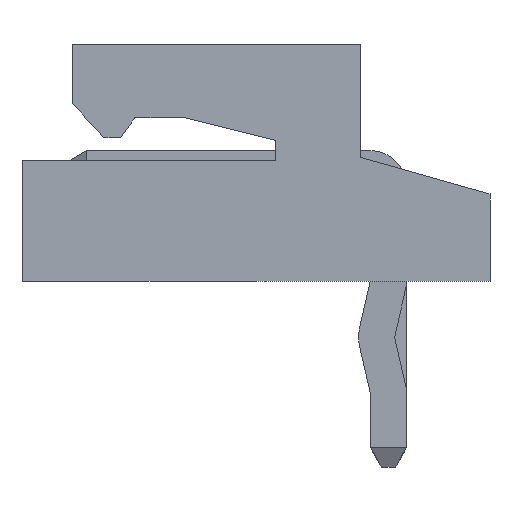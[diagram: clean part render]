
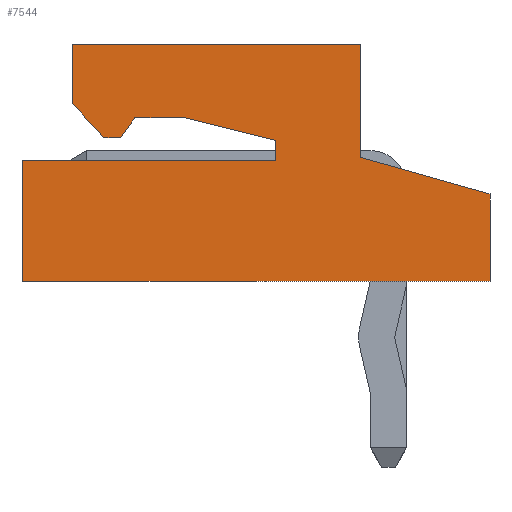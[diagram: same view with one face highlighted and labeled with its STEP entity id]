
A CAD part, left-side view. The second image highlights one B-rep face of the part: STEP entity #7544.
In plain terms, the highlighted planar face has unit normal (-1, 0, 0).
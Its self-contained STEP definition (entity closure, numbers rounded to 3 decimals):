
#544=ORIENTED_EDGE('',*,*,#1923,.F.);
#545=ORIENTED_EDGE('',*,*,#1900,.T.);
#546=ORIENTED_EDGE('',*,*,#1924,.T.);
#547=ORIENTED_EDGE('',*,*,#1925,.T.);
#548=ORIENTED_EDGE('',*,*,#1926,.T.);
#549=ORIENTED_EDGE('',*,*,#1860,.F.);
#550=ORIENTED_EDGE('',*,*,#1890,.T.);
#551=ORIENTED_EDGE('',*,*,#1927,.F.);
#552=ORIENTED_EDGE('',*,*,#1928,.F.);
#553=ORIENTED_EDGE('',*,*,#1929,.F.);
#554=ORIENTED_EDGE('',*,*,#1930,.F.);
#555=ORIENTED_EDGE('',*,*,#1931,.F.);
#556=ORIENTED_EDGE('',*,*,#1932,.F.);
#557=ORIENTED_EDGE('',*,*,#1933,.F.);
#1860=EDGE_CURVE('',#2566,#2567,#3116,.T.);
#1890=EDGE_CURVE('',#2566,#2595,#3146,.T.);
#1900=EDGE_CURVE('',#2606,#2605,#3156,.T.);
#1923=EDGE_CURVE('',#2606,#2620,#3179,.T.);
#1924=EDGE_CURVE('',#2605,#2621,#3180,.T.);
#1925=EDGE_CURVE('',#2621,#2622,#3181,.T.);
#1926=EDGE_CURVE('',#2622,#2567,#3182,.T.);
#1927=EDGE_CURVE('',#2623,#2595,#3183,.T.);
#1928=EDGE_CURVE('',#2624,#2623,#3184,.T.);
#1929=EDGE_CURVE('',#2625,#2624,#3185,.T.);
#1930=EDGE_CURVE('',#2626,#2625,#3186,.T.);
#1931=EDGE_CURVE('',#2627,#2626,#3187,.T.);
#1932=EDGE_CURVE('',#2628,#2627,#3188,.T.);
#1933=EDGE_CURVE('',#2620,#2628,#3189,.T.);
#2566=VERTEX_POINT('',#9988);
#2567=VERTEX_POINT('',#9990);
#2595=VERTEX_POINT('',#10048);
#2605=VERTEX_POINT('',#10069);
#2606=VERTEX_POINT('',#10071);
#2620=VERTEX_POINT('',#10110);
#2621=VERTEX_POINT('',#10112);
#2622=VERTEX_POINT('',#10114);
#2623=VERTEX_POINT('',#10117);
#2624=VERTEX_POINT('',#10119);
#2625=VERTEX_POINT('',#10121);
#2626=VERTEX_POINT('',#10123);
#2627=VERTEX_POINT('',#10125);
#2628=VERTEX_POINT('',#10127);
#3116=LINE('',#9989,#3846);
#3146=LINE('',#10049,#3876);
#3156=LINE('',#10070,#3886);
#3179=LINE('',#10109,#3909);
#3180=LINE('',#10111,#3910);
#3181=LINE('',#10113,#3911);
#3182=LINE('',#10115,#3912);
#3183=LINE('',#10116,#3913);
#3184=LINE('',#10118,#3914);
#3185=LINE('',#10120,#3915);
#3186=LINE('',#10122,#3916);
#3187=LINE('',#10124,#3917);
#3188=LINE('',#10126,#3918);
#3189=LINE('',#10128,#3919);
#3846=VECTOR('',#8522,1000.);
#3876=VECTOR('',#8554,1000.);
#3886=VECTOR('',#8566,1000.);
#3909=VECTOR('',#8593,1000.);
#3910=VECTOR('',#8594,1000.);
#3911=VECTOR('',#8595,1000.);
#3912=VECTOR('',#8596,1000.);
#3913=VECTOR('',#8597,1000.);
#3914=VECTOR('',#8598,1000.);
#3915=VECTOR('',#8599,1000.);
#3916=VECTOR('',#8600,1000.);
#3917=VECTOR('',#8601,1000.);
#3918=VECTOR('',#8602,1000.);
#3919=VECTOR('',#8603,1000.);
#4482=EDGE_LOOP('',(#544,#545,#546,#547,#548,#549,#550,#551,#552,#553,#554,
#555,#556,#557));
#4800=FACE_BOUND('',#4482,.T.);
#5106=PLANE('',#7889);
#7544=ADVANCED_FACE('',(#4800),#5106,.T.);
#7889=AXIS2_PLACEMENT_3D('',#10108,#8591,#8592);
#8522=DIRECTION('',(0.,1.,0.));
#8554=DIRECTION('',(0.,0.,1.));
#8566=DIRECTION('',(0.,1.,0.));
#8591=DIRECTION('',(-1.,0.,0.));
#8592=DIRECTION('',(0.,0.,1.));
#8593=DIRECTION('',(0.,0.,-1.));
#8594=DIRECTION('',(0.,0.,-1.));
#8595=DIRECTION('',(0.,-1.,0.));
#8596=DIRECTION('',(0.,-0.272,0.962));
#8597=DIRECTION('',(0.,-1.,0.));
#8598=DIRECTION('',(0.,-0.737,0.676));
#8599=DIRECTION('',(0.,0.,1.));
#8600=DIRECTION('',(0.,0.814,0.581));
#8601=DIRECTION('',(0.,0.,1.));
#8602=DIRECTION('',(0.,-0.243,0.97));
#8603=DIRECTION('',(0.,-1.,0.));
#9988=CARTESIAN_POINT('',(-8.75,-1.9,-3.));
#9989=CARTESIAN_POINT('',(-8.75,-1.9,-3.));
#9990=CARTESIAN_POINT('',(-8.75,0.1,-3.));
#10048=CARTESIAN_POINT('',(-8.75,-1.9,2.1));
#10049=CARTESIAN_POINT('',(-8.75,-1.9,-3.));
#10069=CARTESIAN_POINT('',(-8.75,2.3,3.));
#10070=CARTESIAN_POINT('',(-8.75,-1.9,3.));
#10071=CARTESIAN_POINT('',(-8.75,0.15,3.));
#10108=CARTESIAN_POINT('',(-8.75,-1.9,-3.));
#10109=CARTESIAN_POINT('',(-8.75,0.15,-1.5));
#10110=CARTESIAN_POINT('',(-8.75,0.15,-1.5));
#10111=CARTESIAN_POINT('',(-8.75,2.3,3.));
#10112=CARTESIAN_POINT('',(-8.75,2.3,-5.3));
#10113=CARTESIAN_POINT('',(-8.75,2.3,-5.3));
#10114=CARTESIAN_POINT('',(-8.75,0.75,-5.3));
#10115=CARTESIAN_POINT('',(-8.75,0.75,-5.3));
#10116=CARTESIAN_POINT('',(-8.75,-0.85,2.1));
#10117=CARTESIAN_POINT('',(-8.75,-0.85,2.1));
#10118=CARTESIAN_POINT('',(-8.75,-0.25,1.55));
#10119=CARTESIAN_POINT('',(-8.75,-0.25,1.55));
#10120=CARTESIAN_POINT('',(-8.75,-0.25,1.55));
#10121=CARTESIAN_POINT('',(-8.75,-0.25,1.25));
#10122=CARTESIAN_POINT('',(-8.75,-0.25,1.25));
#10123=CARTESIAN_POINT('',(-8.75,-0.6,1.));
#10124=CARTESIAN_POINT('',(-8.75,-0.6,1.));
#10125=CARTESIAN_POINT('',(-8.75,-0.6,0.1));
#10126=CARTESIAN_POINT('',(-8.75,-0.2,-1.5));
#10127=CARTESIAN_POINT('',(-8.75,-0.2,-1.5));
#10128=CARTESIAN_POINT('',(-8.75,0.15,-1.5));
